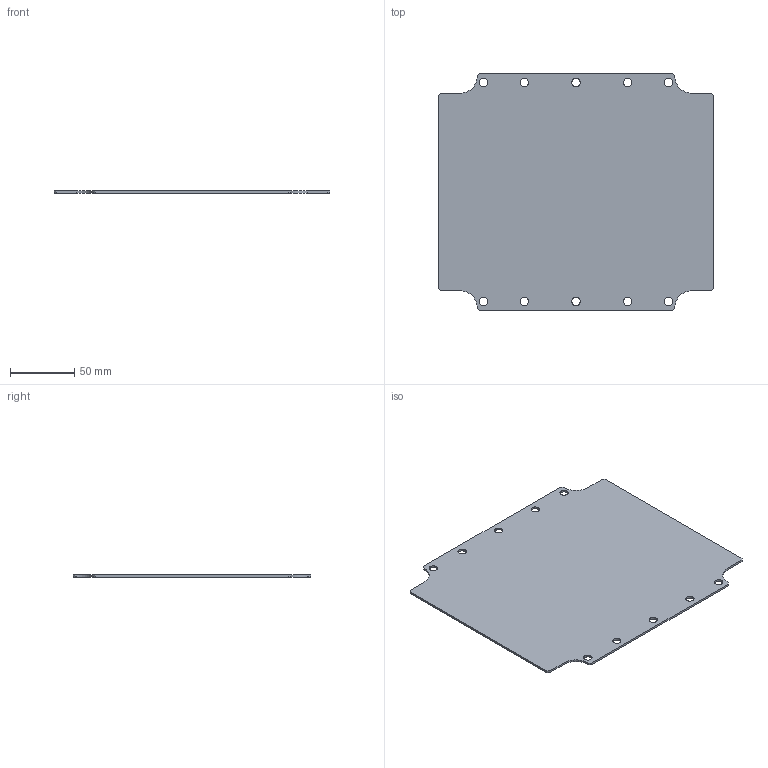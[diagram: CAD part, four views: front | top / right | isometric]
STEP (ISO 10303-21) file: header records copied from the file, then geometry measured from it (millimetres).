
FILE_DESCRIPTION (( 'STEP AP203' ), '1' );
FILE_NAME ('1590Z231PL.step', '2020-11-14T20:10:06', ( 'ADC123' ), ( 'Microsoft' ), 'SwSTEP 2.0', 'SolidWorks 2019', '' );
FILE_SCHEMA (( 'CONFIG_CONTROL_DESIGN' ));
Length unit declared in the file: inch
Products named in the file (1): 1590Z231PL
Bounding box: 215.01 x 185.01 x 1.61 mm (x, y, z)
Volume: 60789.8 mm3; surface area: 76952.7 mm2
Topology: 1 solids, 1 shells, 36 faces, 102 edges, 68 vertices
Faces by surface type: plane 22, cylinder 14
Full cylindrical faces by diameter (mm): 6.528 x10
Entity records: 1243 total; most frequent: CARTESIAN_POINT 197, DIRECTION 194, ORIENTED_EDGE 184, EDGE_CURVE 92, VERTEX_POINT 68, EDGE_LOOP 66, AXIS2_PLACEMENT_3D 65, LINE 64
